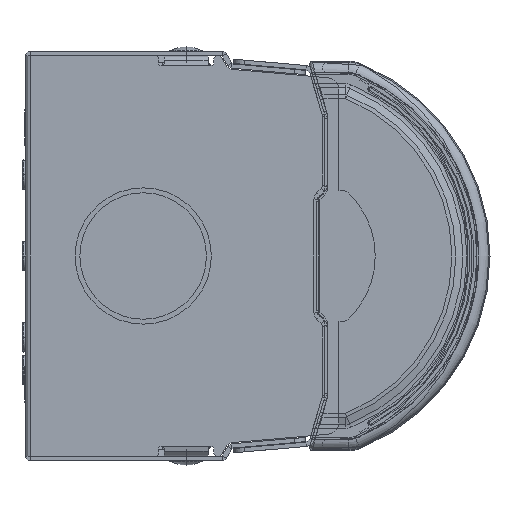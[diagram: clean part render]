
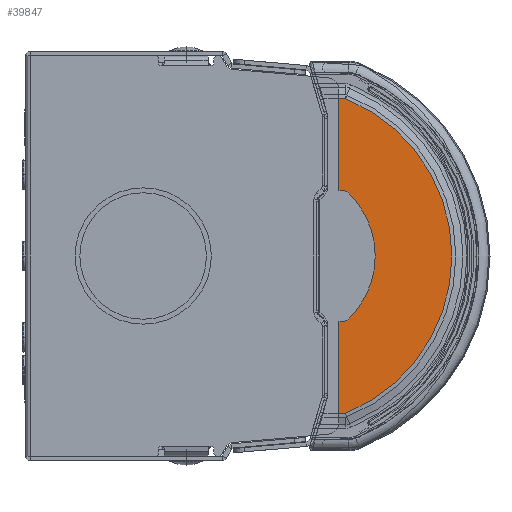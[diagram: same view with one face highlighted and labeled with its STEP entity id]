
A CAD part, left-side view. The second image highlights one B-rep face of the part: STEP entity #39847.
In plain terms, the highlighted face is planar.
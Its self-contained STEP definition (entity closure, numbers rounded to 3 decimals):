
#37462=DIRECTION('',(-0.957,-0.29,0.));
#37463=VECTOR('',#37462,2.26);
#37464=CARTESIAN_POINT('',(-25.461,-0.543,-2.5));
#37465=LINE('',#37464,#37463);
#37466=CARTESIAN_POINT('',(-24.158,-4.85,-2.5));
#37467=DIRECTION('',(0.,0.,1.));
#37468=DIRECTION('',(0.,1.,0.));
#37469=AXIS2_PLACEMENT_3D('',#37466,#37467,#37468);
#37471=DIRECTION('',(-1.,0.,0.));
#37472=VECTOR('',#37471,12.037);
#37473=CARTESIAN_POINT('',(-12.121,-0.35,-2.5));
#37474=LINE('',#37473,#37472);
#37475=CARTESIAN_POINT('',(-12.121,-2.35,-2.5));
#37476=DIRECTION('',(0.,0.,1.));
#37477=DIRECTION('',(0.707,0.707,0.));
#37478=AXIS2_PLACEMENT_3D('',#37475,#37476,#37477);
#37480=DIRECTION('',(-0.707,0.707,0.));
#37481=VECTOR('',#37480,1.086);
#37482=CARTESIAN_POINT('',(-9.939,-1.704,-2.5));
#37483=LINE('',#37482,#37481);
#37484=CARTESIAN_POINT('',(-9.586,-1.35,-2.5));
#37485=DIRECTION('',(0.,0.,-1.));
#37486=DIRECTION('',(0.,-1.,0.));
#37487=AXIS2_PLACEMENT_3D('',#37484,#37485,#37486);
#37489=DIRECTION('',(-1.,0.,0.));
#37490=VECTOR('',#37489,19.172);
#37491=CARTESIAN_POINT('',(9.586,-1.85,-2.5));
#37492=LINE('',#37491,#37490);
#37493=CARTESIAN_POINT('',(9.586,-1.35,-2.5));
#37494=DIRECTION('',(0.,0.,-1.));
#37495=DIRECTION('',(0.707,-0.707,0.));
#37496=AXIS2_PLACEMENT_3D('',#37493,#37494,#37495);
#37498=DIRECTION('',(-0.707,-0.707,0.));
#37499=VECTOR('',#37498,1.086);
#37500=CARTESIAN_POINT('',(10.707,-0.936,-2.5));
#37501=LINE('',#37500,#37499);
#37502=CARTESIAN_POINT('',(12.121,-2.35,-2.5));
#37503=DIRECTION('',(0.,0.,1.));
#37504=DIRECTION('',(0.,1.,0.));
#37505=AXIS2_PLACEMENT_3D('',#37502,#37503,#37504);
#37507=DIRECTION('',(-1.,0.,0.));
#37508=VECTOR('',#37507,12.037);
#37509=CARTESIAN_POINT('',(24.158,-0.35,-2.5));
#37510=LINE('',#37509,#37508);
#37511=CARTESIAN_POINT('',(24.158,-4.85,-2.5));
#37512=DIRECTION('',(0.,0.,1.));
#37513=DIRECTION('',(0.29,0.957,0.));
#37514=AXIS2_PLACEMENT_3D('',#37511,#37512,#37513);
#37516=DIRECTION('',(-0.957,0.29,0.));
#37517=VECTOR('',#37516,2.26);
#37518=CARTESIAN_POINT('',(27.624,-1.197,-2.5));
#37519=LINE('',#37518,#37517);
#37520=DIRECTION('',(0.,-1.,0.));
#37521=VECTOR('',#37520,4.006);
#37522=CARTESIAN_POINT('',(27.624,2.809,
-2.5));
#37523=LINE('',#37522,#37521);
#37524=CARTESIAN_POINT('',(0.,-8.3,-2.5));
#37525=DIRECTION('',(0.,0.,-1.));
#37526=DIRECTION('',(-0.928,0.373,0.));
#37527=AXIS2_PLACEMENT_3D('',#37524,#37525,#37526);
#37529=DIRECTION('',(0.,1.,0.));
#37530=VECTOR('',#37529,4.006);
#37531=CARTESIAN_POINT('',(-27.624,-1.197,-2.5));
#37532=LINE('',#37531,#37530);
#37543=CARTESIAN_POINT('',(-27.624,-1.197,-2.5));
#38167=CARTESIAN_POINT('',(-27.624,2.809,-2.5));
#38168=CARTESIAN_POINT('',(27.624,2.809,-2.5));
#38169=VERTEX_POINT('',#38167);
#38170=VERTEX_POINT('',#38168);
#38265=VERTEX_POINT('',#37543);
#38267=CARTESIAN_POINT('',(-25.461,-0.543,-2.5));
#38268=VERTEX_POINT('',#38267);
#38271=CARTESIAN_POINT('',(-12.121,-0.35,-2.5));
#38272=CARTESIAN_POINT('',(-24.158,-0.35,-2.5));
#38273=VERTEX_POINT('',#38271);
#38274=VERTEX_POINT('',#38272);
#38279=CARTESIAN_POINT('',(27.624,-1.197,-2.5));
#38280=CARTESIAN_POINT('',(25.461,-0.543,-2.5));
#38281=VERTEX_POINT('',#38279);
#38282=VERTEX_POINT('',#38280);
#38327=CARTESIAN_POINT('',(-10.707,-0.936,-2.5));
#38328=VERTEX_POINT('',#38327);
#38331=CARTESIAN_POINT('',(-9.939,-1.704,-2.5));
#38332=VERTEX_POINT('',#38331);
#38335=CARTESIAN_POINT('',(-9.586,-1.85,-2.5));
#38336=VERTEX_POINT('',#38335);
#38339=CARTESIAN_POINT('',(9.586,-1.85,-2.5));
#38340=VERTEX_POINT('',#38339);
#38343=CARTESIAN_POINT('',(9.939,-1.704,-2.5));
#38344=VERTEX_POINT('',#38343);
#38347=CARTESIAN_POINT('',(10.707,-0.936,-2.5));
#38348=VERTEX_POINT('',#38347);
#38351=CARTESIAN_POINT('',(12.121,-0.35,-2.5));
#38352=VERTEX_POINT('',#38351);
#38355=CARTESIAN_POINT('',(24.158,-0.35,-2.5));
#38356=VERTEX_POINT('',#38355);
#39809=CARTESIAN_POINT('',(0.,0.,-2.5));
#39810=DIRECTION('',(0.,0.,-1.));
#39811=DIRECTION('',(-1.,0.,0.));
#39812=AXIS2_PLACEMENT_3D('',#39809,#39810,#39811);
#39813=PLANE('',#39812);
#39815=ORIENTED_EDGE('',*,*,#39814,.F.);
#39817=ORIENTED_EDGE('',*,*,#39816,.F.);
#39819=ORIENTED_EDGE('',*,*,#39818,.F.);
#39821=ORIENTED_EDGE('',*,*,#39820,.F.);
#39823=ORIENTED_EDGE('',*,*,#39822,.F.);
#39825=ORIENTED_EDGE('',*,*,#39824,.F.);
#39827=ORIENTED_EDGE('',*,*,#39826,.F.);
#39828=ORIENTED_EDGE('',*,*,#39799,.F.);
#39830=ORIENTED_EDGE('',*,*,#39829,.F.);
#39832=ORIENTED_EDGE('',*,*,#39831,.F.);
#39834=ORIENTED_EDGE('',*,*,#39833,.F.);
#39836=ORIENTED_EDGE('',*,*,#39835,.F.);
#39838=ORIENTED_EDGE('',*,*,#39837,.F.);
#39840=ORIENTED_EDGE('',*,*,#39839,.F.);
#39842=ORIENTED_EDGE('',*,*,#39841,.F.);
#39844=ORIENTED_EDGE('',*,*,#39843,.F.);
#39845=EDGE_LOOP('',(#39815,#39817,#39819,#39821,#39823,#39825,#39827,#39828,
#39830,#39832,#39834,#39836,#39838,#39840,#39842,#39844));
#39846=FACE_OUTER_BOUND('',#39845,.F.);
#39847=ADVANCED_FACE('',(#39846),#39813,.T.);
#37470=CIRCLE('',#37469,4.5);
#37479=CIRCLE('',#37478,2.);
#37488=CIRCLE('',#37487,0.5);
#37497=CIRCLE('',#37496,0.5);
#37506=CIRCLE('',#37505,2.);
#37515=CIRCLE('',#37514,4.5);
#37528=CIRCLE('',#37527,29.774);
#39799=EDGE_CURVE('',#38344,#38340,#37497,.T.);
#39814=EDGE_CURVE('',#38268,#38265,#37465,.T.);
#39816=EDGE_CURVE('',#38274,#38268,#37470,.T.);
#39818=EDGE_CURVE('',#38273,#38274,#37474,.T.);
#39820=EDGE_CURVE('',#38328,#38273,#37479,.T.);
#39822=EDGE_CURVE('',#38332,#38328,#37483,.T.);
#39824=EDGE_CURVE('',#38336,#38332,#37488,.T.);
#39826=EDGE_CURVE('',#38340,#38336,#37492,.T.);
#39829=EDGE_CURVE('',#38348,#38344,#37501,.T.);
#39831=EDGE_CURVE('',#38352,#38348,#37506,.T.);
#39833=EDGE_CURVE('',#38356,#38352,#37510,.T.);
#39835=EDGE_CURVE('',#38282,#38356,#37515,.T.);
#39837=EDGE_CURVE('',#38281,#38282,#37519,.T.);
#39839=EDGE_CURVE('',#38170,#38281,#37523,.T.);
#39841=EDGE_CURVE('',#38169,#38170,#37528,.T.);
#39843=EDGE_CURVE('',#38265,#38169,#37532,.T.);
